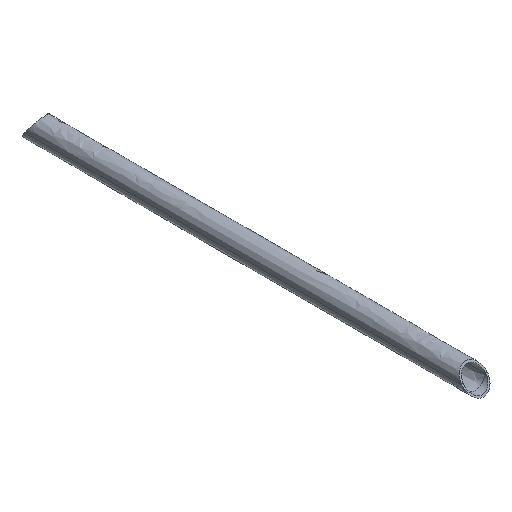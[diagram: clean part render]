
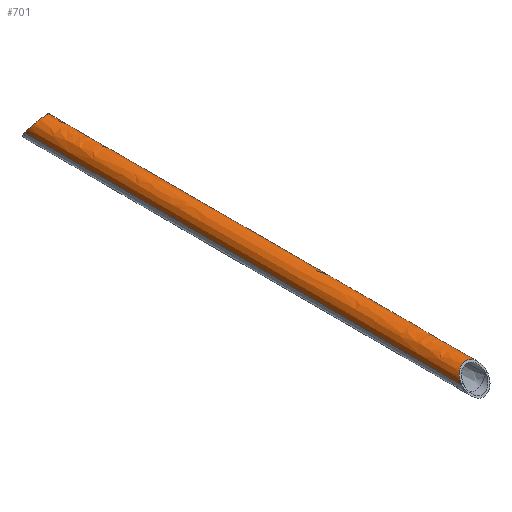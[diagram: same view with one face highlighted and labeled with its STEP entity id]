
A CAD part, isometric view. The second image highlights one B-rep face of the part: STEP entity #701.
In plain terms, the highlighted free-form (B-spline) face has degree [5, 4] with [6, 5] control points.
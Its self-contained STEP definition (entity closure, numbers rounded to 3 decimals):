
#61=CARTESIAN_POINT('Vertex',(-1600.,-280.,-64.52)) ;
#66=CARTESIAN_POINT('Axis2P3D Location',(-1615.,-280.,-64.52)) ;
#70=CARTESIAN_POINT('Vertex',(-1600.129,-280.,-62.557)) ;
#291=CARTESIAN_POINT('Vertex',(-1600.,280.,-64.52)) ;
#435=CARTESIAN_POINT('Control Point',(-1630.,278.602,-64.52)) ;
#436=CARTESIAN_POINT('Control Point',(-1630.,277.735,-63.293)) ;
#437=CARTESIAN_POINT('Control Point',(-1629.875,276.869,-62.051)) ;
#438=CARTESIAN_POINT('Control Point',(-1629.617,276.014,-60.806)) ;
#439=CARTESIAN_POINT('Control Point',(-1628.939,274.582,-58.69)) ;
#440=CARTESIAN_POINT('Control Point',(-1627.833,273.254,-56.664)) ;
#441=CARTESIAN_POINT('Control Point',(-1627.295,272.723,-55.842)) ;
#442=CARTESIAN_POINT('Control Point',(-1626.139,271.784,-54.36)) ;
#443=CARTESIAN_POINT('Control Point',(-1624.708,270.978,-53.03)) ;
#444=CARTESIAN_POINT('Control Point',(-1623.98,270.636,-52.45)) ;
#445=CARTESIAN_POINT('Control Point',(-1622.492,270.065,-51.446)) ;
#446=CARTESIAN_POINT('Control Point',(-1620.822,269.662,-50.654)) ;
#447=CARTESIAN_POINT('Control Point',(-1619.997,269.514,-50.335)) ;
#448=CARTESIAN_POINT('Control Point',(-1618.124,269.287,-49.767)) ;
#449=CARTESIAN_POINT('Control Point',(-1616.163,269.286,-49.507)) ;
#450=CARTESIAN_POINT('Control Point',(-1615.087,269.355,-49.463)) ;
#451=CARTESIAN_POINT('Control Point',(-1613.361,269.576,-49.547)) ;
#452=CARTESIAN_POINT('Control Point',(-1611.701,269.956,-49.866)) ;
#453=CARTESIAN_POINT('Control Point',(-1611.079,270.123,-50.021)) ;
#454=CARTESIAN_POINT('Control Point',(-1609.482,270.616,-50.508)) ;
#455=CARTESIAN_POINT('Control Point',(-1608.008,271.237,-51.193)) ;
#456=CARTESIAN_POINT('Control Point',(-1607.149,271.664,-51.683)) ;
#457=CARTESIAN_POINT('Control Point',(-1605.102,272.842,-53.081)) ;
#458=CARTESIAN_POINT('Control Point',(-1603.454,274.201,-54.787)) ;
#459=CARTESIAN_POINT('Control Point',(-1602.601,275.074,-55.91)) ;
#460=CARTESIAN_POINT('Control Point',(-1601.428,276.579,-57.885)) ;
#461=CARTESIAN_POINT('Control Point',(-1600.663,278.128,-59.978)) ;
#462=CARTESIAN_POINT('Control Point',(-1600.421,278.753,-60.831)) ;
#463=CARTESIAN_POINT('Control Point',(-1600.243,279.378,-61.692)) ;
#464=CARTESIAN_POINT('Control Point',(-1600.129,280.,-62.557)) ;
#465=CARTESIAN_POINT('Vertex',(-1630.,278.602,-64.52)) ;
#467=CARTESIAN_POINT('Vertex',(-1600.129,280.,-62.557)) ;
#499=CARTESIAN_POINT('Axis2P3D Location',(-1615.,280.,-64.52)) ;
#542=CARTESIAN_POINT('Control Point',(-1600.,-280.,-64.52)) ;
#543=CARTESIAN_POINT('Control Point',(-1600.,-168.,-64.52)) ;
#544=CARTESIAN_POINT('Control Point',(-1600.,-55.998,-64.52)) ;
#545=CARTESIAN_POINT('Control Point',(-1600.,56.,-64.52)) ;
#546=CARTESIAN_POINT('Control Point',(-1600.,168.,-64.52)) ;
#547=CARTESIAN_POINT('Control Point',(-1600.,280.,-64.52)) ;
#563=CARTESIAN_POINT('Vertex',(-1630.,-278.602,-64.52)) ;
#567=CARTESIAN_POINT('Control Point',(-1630.,-278.602,-64.52)) ;
#568=CARTESIAN_POINT('Control Point',(-1630.,-167.161,-64.52)) ;
#569=CARTESIAN_POINT('Control Point',(-1630.,-55.718,-64.52)) ;
#570=CARTESIAN_POINT('Control Point',(-1630.,55.72,-64.52)) ;
#571=CARTESIAN_POINT('Control Point',(-1630.,167.161,-64.52)) ;
#572=CARTESIAN_POINT('Control Point',(-1630.,278.602,-64.52)) ;
#589=CARTESIAN_POINT('Control Point',(-1630.,-278.602,-64.52)) ;
#590=CARTESIAN_POINT('Control Point',(-1630.,-277.735,-63.293)) ;
#591=CARTESIAN_POINT('Control Point',(-1629.875,-276.869,-62.051)) ;
#592=CARTESIAN_POINT('Control Point',(-1629.617,-276.014,-60.806)) ;
#593=CARTESIAN_POINT('Control Point',(-1628.939,-274.582,-58.69)) ;
#594=CARTESIAN_POINT('Control Point',(-1627.833,-273.254,-56.664)) ;
#595=CARTESIAN_POINT('Control Point',(-1627.295,-272.723,-55.842)) ;
#596=CARTESIAN_POINT('Control Point',(-1626.139,-271.784,-54.36)) ;
#597=CARTESIAN_POINT('Control Point',(-1624.708,-270.978,-53.03)) ;
#598=CARTESIAN_POINT('Control Point',(-1623.98,-270.636,-52.45)) ;
#599=CARTESIAN_POINT('Control Point',(-1622.492,-270.065,-51.446)) ;
#600=CARTESIAN_POINT('Control Point',(-1620.822,-269.662,-50.654)) ;
#601=CARTESIAN_POINT('Control Point',(-1619.997,-269.514,-50.335)) ;
#602=CARTESIAN_POINT('Control Point',(-1618.124,-269.287,-49.767)) ;
#603=CARTESIAN_POINT('Control Point',(-1616.163,-269.286,-49.507)) ;
#604=CARTESIAN_POINT('Control Point',(-1615.087,-269.355,-49.463)) ;
#605=CARTESIAN_POINT('Control Point',(-1613.361,-269.576,-49.547)) ;
#606=CARTESIAN_POINT('Control Point',(-1611.701,-269.956,-49.866)) ;
#607=CARTESIAN_POINT('Control Point',(-1611.079,-270.123,-50.021)) ;
#608=CARTESIAN_POINT('Control Point',(-1609.482,-270.616,-50.508)) ;
#609=CARTESIAN_POINT('Control Point',(-1608.008,-271.237,-51.193)) ;
#610=CARTESIAN_POINT('Control Point',(-1607.149,-271.664,-51.683)) ;
#611=CARTESIAN_POINT('Control Point',(-1605.102,-272.842,-53.081)) ;
#612=CARTESIAN_POINT('Control Point',(-1603.454,-274.201,-54.787)) ;
#613=CARTESIAN_POINT('Control Point',(-1602.601,-275.074,-55.91)) ;
#614=CARTESIAN_POINT('Control Point',(-1601.428,-276.579,-57.885)) ;
#615=CARTESIAN_POINT('Control Point',(-1600.663,-278.128,-59.978)) ;
#616=CARTESIAN_POINT('Control Point',(-1600.421,-278.753,-60.831)) ;
#617=CARTESIAN_POINT('Control Point',(-1600.243,-279.378,-61.692)) ;
#618=CARTESIAN_POINT('Control Point',(-1600.129,-280.,-62.557)) ;
#663=CARTESIAN_POINT('Control Point',(-1630.,-280.,-64.52)) ;
#664=CARTESIAN_POINT('Control Point',(-1630.,-280.,-49.52)) ;
#665=CARTESIAN_POINT('Control Point',(-1615.,-280.,-42.02)) ;
#666=CARTESIAN_POINT('Control Point',(-1600.,-280.,-49.52)) ;
#667=CARTESIAN_POINT('Control Point',(-1600.,-280.,-64.52)) ;
#668=CARTESIAN_POINT('Control Point',(-1630.,-168.,-64.52)) ;
#669=CARTESIAN_POINT('Control Point',(-1630.,-168.,-49.52)) ;
#670=CARTESIAN_POINT('Control Point',(-1615.,-168.,-42.02)) ;
#671=CARTESIAN_POINT('Control Point',(-1600.,-168.,-49.52)) ;
#672=CARTESIAN_POINT('Control Point',(-1600.,-168.,-64.52)) ;
#673=CARTESIAN_POINT('Control Point',(-1630.,-55.998,-64.52)) ;
#674=CARTESIAN_POINT('Control Point',(-1630.,-55.998,-49.52)) ;
#675=CARTESIAN_POINT('Control Point',(-1615.,-55.998,-42.02)) ;
#676=CARTESIAN_POINT('Control Point',(-1600.,-55.998,-49.52)) ;
#677=CARTESIAN_POINT('Control Point',(-1600.,-55.998,-64.52)) ;
#678=CARTESIAN_POINT('Control Point',(-1630.,56.,-64.52)) ;
#679=CARTESIAN_POINT('Control Point',(-1630.,56.,-49.52)) ;
#680=CARTESIAN_POINT('Control Point',(-1615.,56.,-42.02)) ;
#681=CARTESIAN_POINT('Control Point',(-1600.,56.,-49.52)) ;
#682=CARTESIAN_POINT('Control Point',(-1600.,56.,-64.52)) ;
#683=CARTESIAN_POINT('Control Point',(-1630.,168.,-64.52)) ;
#684=CARTESIAN_POINT('Control Point',(-1630.,168.,-49.52)) ;
#685=CARTESIAN_POINT('Control Point',(-1615.,168.,-42.02)) ;
#686=CARTESIAN_POINT('Control Point',(-1600.,168.,-49.52)) ;
#687=CARTESIAN_POINT('Control Point',(-1600.,168.,-64.52)) ;
#688=CARTESIAN_POINT('Control Point',(-1630.,280.,-64.52)) ;
#689=CARTESIAN_POINT('Control Point',(-1630.,280.,-49.52)) ;
#690=CARTESIAN_POINT('Control Point',(-1615.,280.,-42.02)) ;
#691=CARTESIAN_POINT('Control Point',(-1600.,280.,-49.52)) ;
#692=CARTESIAN_POINT('Control Point',(-1600.,280.,-64.52)) ;
#67=DIRECTION('Axis2P3D Direction',(0.,1.,0.)) ;
#500=DIRECTION('Axis2P3D Direction',(0.,1.,0.)) ;
#68=AXIS2_PLACEMENT_3D('Circle Axis2P3D',#66,#67,$) ;
#501=AXIS2_PLACEMENT_3D('Circle Axis2P3D',#499,#500,$) ;
#694=ORIENTED_EDGE('',*,*,#469,.F.) ;
#695=ORIENTED_EDGE('',*,*,#573,.F.) ;
#696=ORIENTED_EDGE('',*,*,#619,.T.) ;
#697=ORIENTED_EDGE('',*,*,#72,.T.) ;
#698=ORIENTED_EDGE('',*,*,#548,.T.) ;
#699=ORIENTED_EDGE('',*,*,#503,.F.) ;
#701=ADVANCED_FACE('Corps principal',(#700),#662,.F.) ;
#434=B_SPLINE_CURVE_WITH_KNOTS('',5,(#435,#436,#437,#438,#439,#440,#441,#442,#443,#444,#445,#446,#447,#448,#449,#450,#451,#452,#453,#454,#455,#456,#457,#458,#459,#460,#461,#462,#463,#464),.UNSPECIFIED.,.F.,.U.,(6,3,3,3,3,3,3,3,3,6),(0.,11.029,18.918,25.818,31.994,39.371,43.935,51.402,63.037,70.827),.UNSPECIFIED.) ;
#588=B_SPLINE_CURVE_WITH_KNOTS('',5,(#589,#590,#591,#592,#593,#594,#595,#596,#597,#598,#599,#600,#601,#602,#603,#604,#605,#606,#607,#608,#609,#610,#611,#612,#613,#614,#615,#616,#617,#618),.UNSPECIFIED.,.F.,.U.,(6,3,3,3,3,3,3,3,3,6),(0.,11.029,18.918,25.818,31.994,39.371,43.935,51.402,63.037,70.827),.UNSPECIFIED.) ;
#69=CIRCLE('generated circle',#68,15.) ;
#502=CIRCLE('generated circle',#501,15.) ;
#72=EDGE_CURVE('',#71,#62,#69,.T.) ;
#469=EDGE_CURVE('',#466,#468,#434,.T.) ;
#503=EDGE_CURVE('',#468,#292,#502,.T.) ;
#548=EDGE_CURVE('',#62,#292,#541,.T.) ;
#573=EDGE_CURVE('',#564,#466,#566,.T.) ;
#619=EDGE_CURVE('',#564,#71,#588,.T.) ;
#693=EDGE_LOOP('',(#694,#695,#696,#697,#698,#699)) ;
#700=FACE_OUTER_BOUND('',#693,.T.) ;
#62=VERTEX_POINT('',#61) ;
#71=VERTEX_POINT('',#70) ;
#292=VERTEX_POINT('',#291) ;
#466=VERTEX_POINT('',#465) ;
#468=VERTEX_POINT('',#467) ;
#564=VERTEX_POINT('',#563) ;
#541=(BOUNDED_CURVE()B_SPLINE_CURVE(5,(#542,#543,#544,#545,#546,#547),.UNSPECIFIED.,.F.,.U.)B_SPLINE_CURVE_WITH_KNOTS((6,6),(0.,560.),.UNSPECIFIED.)CURVE()GEOMETRIC_REPRESENTATION_ITEM()RATIONAL_B_SPLINE_CURVE((1.,1.,1.,1.,1.,1.))REPRESENTATION_ITEM('')) ;
#566=(BOUNDED_CURVE()B_SPLINE_CURVE(5,(#567,#568,#569,#570,#571,#572),.UNSPECIFIED.,.F.,.U.)B_SPLINE_CURVE_WITH_KNOTS((6,6),(1.398,558.602),.UNSPECIFIED.)CURVE()GEOMETRIC_REPRESENTATION_ITEM()RATIONAL_B_SPLINE_CURVE((1.,1.,1.,1.,1.,1.))REPRESENTATION_ITEM('')) ;
#662=(BOUNDED_SURFACE()B_SPLINE_SURFACE(5,4,((#663,#664,#665,#666,#667),(#668,#669,#670,#671,#672),(#673,#674,#675,#676,#677),(#678,#679,#680,#681,#682),(#683,#684,#685,#686,#687),(#688,#689,#690,#691,#692)),.UNSPECIFIED.,.F.,.F.,.U.)B_SPLINE_SURFACE_WITH_KNOTS((6,6),(5,5),(0.,560.),(47.124,94.248),.UNSPECIFIED.)GEOMETRIC_REPRESENTATION_ITEM()RATIONAL_B_SPLINE_SURFACE(((1.,0.707,0.667,0.707,1.),(1.,0.707,0.667,0.707,1.),(1.,0.707,0.667,0.707,1.),(1.,0.707,0.667,0.707,1.),(1.,0.707,0.667,0.707,1.),(1.,0.707,0.667,0.707,1.)))REPRESENTATION_ITEM('Rational BSpline Surface')SURFACE()) ;
